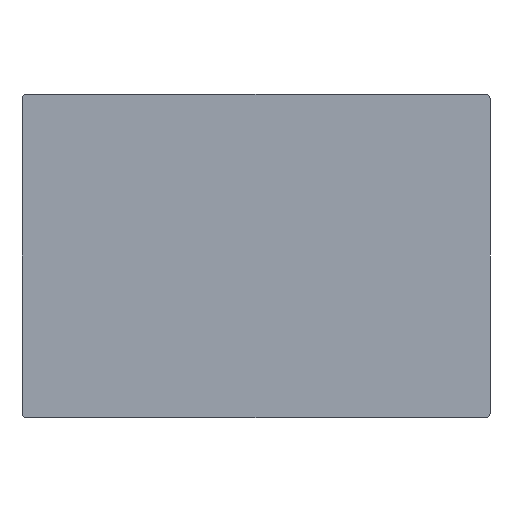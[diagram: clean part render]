
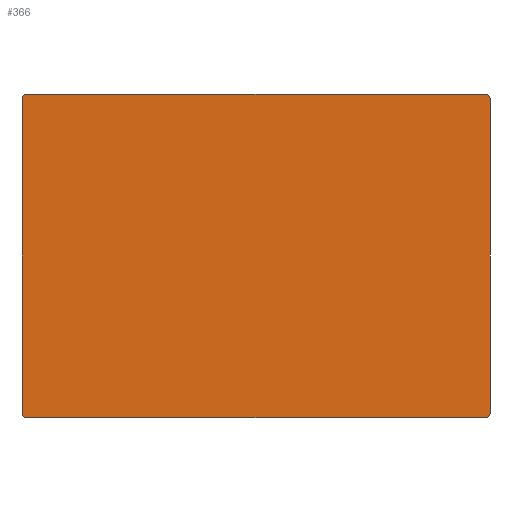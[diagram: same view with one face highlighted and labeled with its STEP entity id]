
A CAD part, front view. The second image highlights one B-rep face of the part: STEP entity #366.
In plain terms, the highlighted planar face has unit normal (0, -1, 0).
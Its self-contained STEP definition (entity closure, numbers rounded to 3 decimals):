
#6 = EDGE_CURVE ( 'NONE', #505, #230, #557, .T. ) ;
#21 = VECTOR ( 'NONE', #734, 1000. ) ;
#22 = DIRECTION ( 'NONE',  ( 1., 0., 0. ) ) ;
#44 = CARTESIAN_POINT ( 'NONE',  ( 76.5, 0., -52.45 ) ) ;
#47 = CARTESIAN_POINT ( 'NONE',  ( -78.05, 0., -52.45 ) ) ;
#71 = AXIS2_PLACEMENT_3D ( 'NONE', #44, #554, #157 ) ;
#75 = VERTEX_POINT ( 'NONE', #509 ) ;
#77 = CARTESIAN_POINT ( 'NONE',  ( -76.5, 0., 54. ) ) ;
#84 = CIRCLE ( 'NONE', #697, 1.55 ) ;
#95 = CARTESIAN_POINT ( 'NONE',  ( -78.05, 0., -52.45 ) ) ;
#108 = CARTESIAN_POINT ( 'NONE',  ( 76.5, 0., 52.45 ) ) ;
#116 = VECTOR ( 'NONE', #22, 1000. ) ;
#131 = ORIENTED_EDGE ( 'NONE', *, *, #228, .F. ) ;
#135 = EDGE_CURVE ( 'NONE', #572, #668, #268, .T. ) ;
#136 = CARTESIAN_POINT ( 'NONE',  ( -76.5, 0., 52.45 ) ) ;
#157 = DIRECTION ( 'NONE',  ( 0., 0., -1. ) ) ;
#165 = DIRECTION ( 'NONE',  ( 0., 0., 1. ) ) ;
#173 = CARTESIAN_POINT ( 'NONE',  ( 78.05, 0., -52.45 ) ) ;
#180 = VECTOR ( 'NONE', #749, 1000. ) ;
#181 = CARTESIAN_POINT ( 'NONE',  ( 76.5, 0., -54. ) ) ;
#188 = DIRECTION ( 'NONE',  ( 0., 0., 1. ) ) ;
#195 = DIRECTION ( 'NONE',  ( 0., 1., 0. ) ) ;
#200 = EDGE_LOOP ( 'NONE', ( #131, #425, #414, #500, #494, #431, #528, #484 ) ) ;
#202 = EDGE_CURVE ( 'NONE', #254, #75, #84, .T. ) ;
#215 = PLANE ( 'NONE',  #315 ) ;
#228 = EDGE_CURVE ( 'NONE', #75, #312, #596, .T. ) ;
#230 = VERTEX_POINT ( 'NONE', #309 ) ;
#254 = VERTEX_POINT ( 'NONE', #316 ) ;
#268 = CIRCLE ( 'NONE', #586, 1.55 ) ;
#272 = DIRECTION ( 'NONE',  ( 0., 0., 1. ) ) ;
#307 = DIRECTION ( 'NONE',  ( 0., 1., 0. ) ) ;
#309 = CARTESIAN_POINT ( 'NONE',  ( 76.5, 0., -54. ) ) ;
#312 = VERTEX_POINT ( 'NONE', #382 ) ;
#315 = AXIS2_PLACEMENT_3D ( 'NONE', #563, #458, #165 ) ;
#316 = CARTESIAN_POINT ( 'NONE',  ( -78.05, 0., 52.45 ) ) ;
#336 = DIRECTION ( 'NONE',  ( 0., 0., -1. ) ) ;
#339 = VERTEX_POINT ( 'NONE', #609 ) ;
#356 = EDGE_CURVE ( 'NONE', #339, #505, #728, .T. ) ;
#366 = ADVANCED_FACE ( 'NONE', ( #739 ), #215, .F. ) ;
#382 = CARTESIAN_POINT ( 'NONE',  ( 76.5, 0., 54. ) ) ;
#413 = EDGE_CURVE ( 'NONE', #668, #254, #689, .T. ) ;
#414 = ORIENTED_EDGE ( 'NONE', *, *, #413, .F. ) ;
#423 = CIRCLE ( 'NONE', #478, 1.55 ) ;
#425 = ORIENTED_EDGE ( 'NONE', *, *, #202, .F. ) ;
#431 = ORIENTED_EDGE ( 'NONE', *, *, #6, .F. ) ;
#458 = DIRECTION ( 'NONE',  ( 0., 1., 0. ) ) ;
#471 = DIRECTION ( 'NONE',  ( 0., 1., 0. ) ) ;
#478 = AXIS2_PLACEMENT_3D ( 'NONE', #108, #471, #336 ) ;
#484 = ORIENTED_EDGE ( 'NONE', *, *, #661, .F. ) ;
#494 = ORIENTED_EDGE ( 'NONE', *, *, #653, .F. ) ;
#500 = ORIENTED_EDGE ( 'NONE', *, *, #135, .F. ) ;
#505 = VERTEX_POINT ( 'NONE', #173 ) ;
#509 = CARTESIAN_POINT ( 'NONE',  ( -76.5, 0., 54. ) ) ;
#524 = CARTESIAN_POINT ( 'NONE',  ( -76.5, 0., -54. ) ) ;
#528 = ORIENTED_EDGE ( 'NONE', *, *, #356, .F. ) ;
#534 = CARTESIAN_POINT ( 'NONE',  ( -76.5, 0., -52.45 ) ) ;
#554 = DIRECTION ( 'NONE',  ( 0., 1., 0. ) ) ;
#557 = CIRCLE ( 'NONE', #71, 1.55 ) ;
#563 = CARTESIAN_POINT ( 'NONE',  ( -76.5, 0., -52.45 ) ) ;
#565 = CARTESIAN_POINT ( 'NONE',  ( 78.05, 0., 52.45 ) ) ;
#572 = VERTEX_POINT ( 'NONE', #524 ) ;
#586 = AXIS2_PLACEMENT_3D ( 'NONE', #534, #307, #188 ) ;
#596 = LINE ( 'NONE', #77, #116 ) ;
#609 = CARTESIAN_POINT ( 'NONE',  ( 78.05, 0., 52.45 ) ) ;
#627 = LINE ( 'NONE', #181, #180 ) ;
#636 = VECTOR ( 'NONE', #272, 1000. ) ;
#653 = EDGE_CURVE ( 'NONE', #230, #572, #627, .T. ) ;
#661 = EDGE_CURVE ( 'NONE', #312, #339, #423, .T. ) ;
#662 = DIRECTION ( 'NONE',  ( 0., 0., 1. ) ) ;
#668 = VERTEX_POINT ( 'NONE', #47 ) ;
#689 = LINE ( 'NONE', #95, #636 ) ;
#697 = AXIS2_PLACEMENT_3D ( 'NONE', #136, #195, #662 ) ;
#728 = LINE ( 'NONE', #565, #21 ) ;
#734 = DIRECTION ( 'NONE',  ( 0., 0., -1. ) ) ;
#739 = FACE_OUTER_BOUND ( 'NONE', #200, .T. ) ;
#749 = DIRECTION ( 'NONE',  ( -1., 0., 0. ) ) ;
